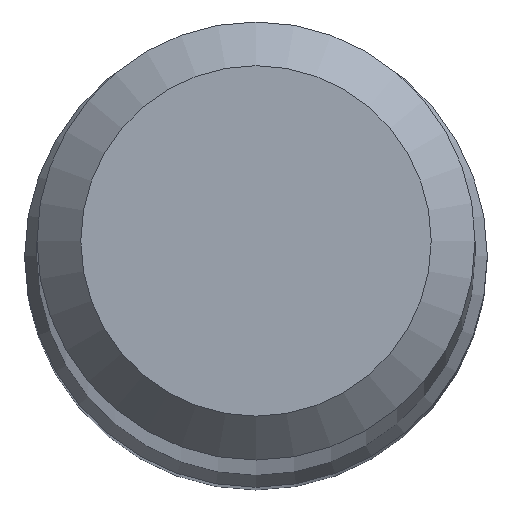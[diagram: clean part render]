
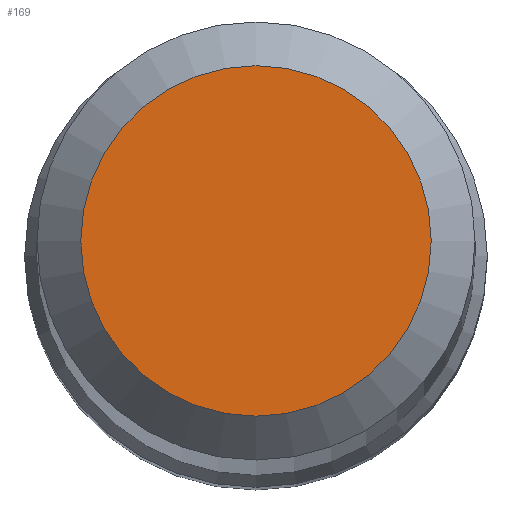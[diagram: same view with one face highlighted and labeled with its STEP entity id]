
A CAD part, top view. The second image highlights one B-rep face of the part: STEP entity #169.
In plain terms, the highlighted planar face has unit normal (0, 0, 1).
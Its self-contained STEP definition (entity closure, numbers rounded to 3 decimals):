
#2 = DIRECTION ( 'NONE',  ( 0., 1., 0. ) ) ;
#4 = DIRECTION ( 'NONE',  ( 0., 0., -1. ) ) ;
#6 = PLANE ( 'NONE',  #178 ) ;
#22 = DIRECTION ( 'NONE',  ( 0., 0., 1. ) ) ;
#40 = FACE_OUTER_BOUND ( 'NONE', #192, .T. ) ;
#71 = CIRCLE ( 'NONE', #210, 1.2 ) ;
#101 = DIRECTION ( 'NONE',  ( 0., -1., 0. ) ) ;
#102 = CARTESIAN_POINT ( 'NONE',  ( 0., 0., 70. ) ) ;
#122 = CARTESIAN_POINT ( 'NONE',  ( 0., 1.2, 70. ) ) ;
#169 = ADVANCED_FACE ( 'NONE', ( #40 ), #6, .T. ) ;
#174 = EDGE_CURVE ( 'NONE', #176, #176, #71, .T. ) ;
#176 = VERTEX_POINT ( 'NONE', #122 ) ;
#178 = AXIS2_PLACEMENT_3D ( 'NONE', #102, #22, #101 ) ;
#192 = EDGE_LOOP ( 'NONE', ( #224 ) ) ;
#210 = AXIS2_PLACEMENT_3D ( 'NONE', #214, #4, #2 ) ;
#214 = CARTESIAN_POINT ( 'NONE',  ( 0., 0., 70. ) ) ;
#224 = ORIENTED_EDGE ( 'NONE', *, *, #174, .F. ) ;
